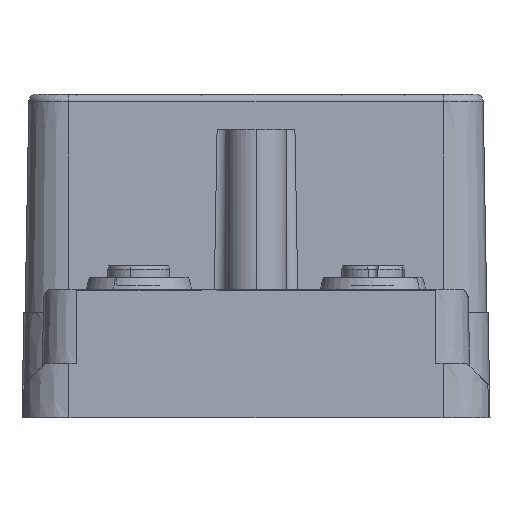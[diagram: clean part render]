
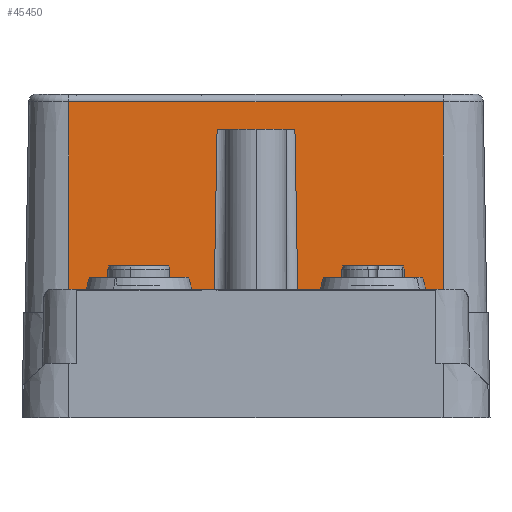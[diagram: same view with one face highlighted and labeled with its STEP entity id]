
A CAD part, front view. The second image highlights one B-rep face of the part: STEP entity #45450.
In plain terms, the highlighted planar face has unit normal (0, -1, 0.018).
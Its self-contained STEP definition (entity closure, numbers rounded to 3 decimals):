
#45393=AXIS2_PLACEMENT_3D('Plane Axis2P3D',#45390,#45391,#45392) ;
#43864=CARTESIAN_POINT('Vertex',(54.,80.6,13.5)) ;
#43867=CARTESIAN_POINT('Line Origine',(44.7,80.6,13.5)) ;
#43871=CARTESIAN_POINT('Vertex',(35.4,80.6,13.5)) ;
#43937=CARTESIAN_POINT('Vertex',(24.6,80.6,13.5)) ;
#43940=CARTESIAN_POINT('Line Origine',(15.3,80.6,13.5)) ;
#43944=CARTESIAN_POINT('Vertex',(6.,80.6,13.5)) ;
#45371=CARTESIAN_POINT('Line Origine',(54.,80.844,27.5)) ;
#45375=CARTESIAN_POINT('Vertex',(54.,81.072,40.517)) ;
#45390=CARTESIAN_POINT('Axis2P3D Location',(59.6,80.6,13.5)) ;
#45395=CARTESIAN_POINT('Line Origine',(30.,81.072,40.517)) ;
#45399=CARTESIAN_POINT('Vertex',(6.,81.072,40.517)) ;
#45402=CARTESIAN_POINT('Line Origine',(6.,80.844,27.5)) ;
#45408=CARTESIAN_POINT('Control Point',(25.01,81.01,37.)) ;
#45409=CARTESIAN_POINT('Control Point',(24.6,80.6,13.5)) ;
#45410=CARTESIAN_POINT('Vertex',(25.01,81.01,37.)) ;
#45413=CARTESIAN_POINT('Line Origine',(30.,81.01,37.)) ;
#45417=CARTESIAN_POINT('Vertex',(26.51,81.01,37.)) ;
#45420=CARTESIAN_POINT('Line Origine',(30.,81.01,37.)) ;
#45424=CARTESIAN_POINT('Vertex',(33.49,81.01,37.)) ;
#45427=CARTESIAN_POINT('Line Origine',(30.,81.01,37.)) ;
#45431=CARTESIAN_POINT('Vertex',(34.99,81.01,37.)) ;
#45435=CARTESIAN_POINT('Control Point',(34.99,81.01,37.)) ;
#45436=CARTESIAN_POINT('Control Point',(35.4,80.6,13.5)) ;
#43868=DIRECTION('Vector Direction',(-1.,0.,0.)) ;
#43941=DIRECTION('Vector Direction',(-1.,0.,0.)) ;
#45372=DIRECTION('Vector Direction',(0.,-0.017,-1.)) ;
#45391=DIRECTION('Axis2P3D Direction',(0.,-1.,0.017)) ;
#45392=DIRECTION('Axis2P3D XDirection',(-1.,0.,0.)) ;
#45396=DIRECTION('Vector Direction',(-1.,0.,0.)) ;
#45403=DIRECTION('Vector Direction',(0.,-0.017,-1.)) ;
#45414=DIRECTION('Vector Direction',(-1.,0.,0.)) ;
#45421=DIRECTION('Vector Direction',(-1.,0.,0.)) ;
#45428=DIRECTION('Vector Direction',(-1.,0.,0.)) ;
#43869=VECTOR('Line Direction',#43868,1.) ;
#43942=VECTOR('Line Direction',#43941,1.) ;
#45373=VECTOR('Line Direction',#45372,1.) ;
#45397=VECTOR('Line Direction',#45396,1.) ;
#45404=VECTOR('Line Direction',#45403,1.) ;
#45415=VECTOR('Line Direction',#45414,1.) ;
#45422=VECTOR('Line Direction',#45421,1.) ;
#45429=VECTOR('Line Direction',#45428,1.) ;
#45439=ORIENTED_EDGE('',*,*,#43873,.F.) ;
#45440=ORIENTED_EDGE('',*,*,#45377,.T.) ;
#45441=ORIENTED_EDGE('',*,*,#45401,.F.) ;
#45442=ORIENTED_EDGE('',*,*,#45406,.F.) ;
#45443=ORIENTED_EDGE('',*,*,#43946,.F.) ;
#45444=ORIENTED_EDGE('',*,*,#45412,.F.) ;
#45445=ORIENTED_EDGE('',*,*,#45419,.T.) ;
#45446=ORIENTED_EDGE('',*,*,#45426,.T.) ;
#45447=ORIENTED_EDGE('',*,*,#45433,.T.) ;
#45448=ORIENTED_EDGE('',*,*,#45437,.T.) ;
#45450=ADVANCED_FACE('1892080000.1\\40667_SAI_4_6_8-M_4P_5P_M12_ECO.1\\427562.1\\Haube',(#45449),#45394,.T.) ;
#45407=B_SPLINE_CURVE_WITH_KNOTS('',1,(#45408,#45409),.UNSPECIFIED.,.F.,.U.,(2,2),(-9.994,13.513),.UNSPECIFIED.) ;
#45434=B_SPLINE_CURVE_WITH_KNOTS('',1,(#45435,#45436),.UNSPECIFIED.,.F.,.U.,(2,2),(-9.994,13.513),.UNSPECIFIED.) ;
#43873=EDGE_CURVE('',#43865,#43872,#43870,.T.) ;
#43946=EDGE_CURVE('',#43938,#43945,#43943,.T.) ;
#45377=EDGE_CURVE('',#43865,#45376,#45374,.F.) ;
#45401=EDGE_CURVE('',#45400,#45376,#45398,.F.) ;
#45406=EDGE_CURVE('',#43945,#45400,#45405,.F.) ;
#45412=EDGE_CURVE('',#45411,#43938,#45407,.T.) ;
#45419=EDGE_CURVE('',#45411,#45418,#45416,.F.) ;
#45426=EDGE_CURVE('',#45418,#45425,#45423,.F.) ;
#45433=EDGE_CURVE('',#45425,#45432,#45430,.F.) ;
#45437=EDGE_CURVE('',#45432,#43872,#45434,.T.) ;
#45438=EDGE_LOOP('',(#45439,#45440,#45441,#45442,#45443,#45444,#45445,#45446,#45447,#45448)) ;
#45449=FACE_OUTER_BOUND('',#45438,.T.) ;
#43870=LINE('Line',#43867,#43869) ;
#43943=LINE('Line',#43940,#43942) ;
#45374=LINE('Line',#45371,#45373) ;
#45398=LINE('Line',#45395,#45397) ;
#45405=LINE('Line',#45402,#45404) ;
#45416=LINE('Line',#45413,#45415) ;
#45423=LINE('Line',#45420,#45422) ;
#45430=LINE('Line',#45427,#45429) ;
#45394=PLANE('',#45393) ;
#43865=VERTEX_POINT('',#43864) ;
#43872=VERTEX_POINT('',#43871) ;
#43938=VERTEX_POINT('',#43937) ;
#43945=VERTEX_POINT('',#43944) ;
#45376=VERTEX_POINT('',#45375) ;
#45400=VERTEX_POINT('',#45399) ;
#45411=VERTEX_POINT('',#45410) ;
#45418=VERTEX_POINT('',#45417) ;
#45425=VERTEX_POINT('',#45424) ;
#45432=VERTEX_POINT('',#45431) ;
